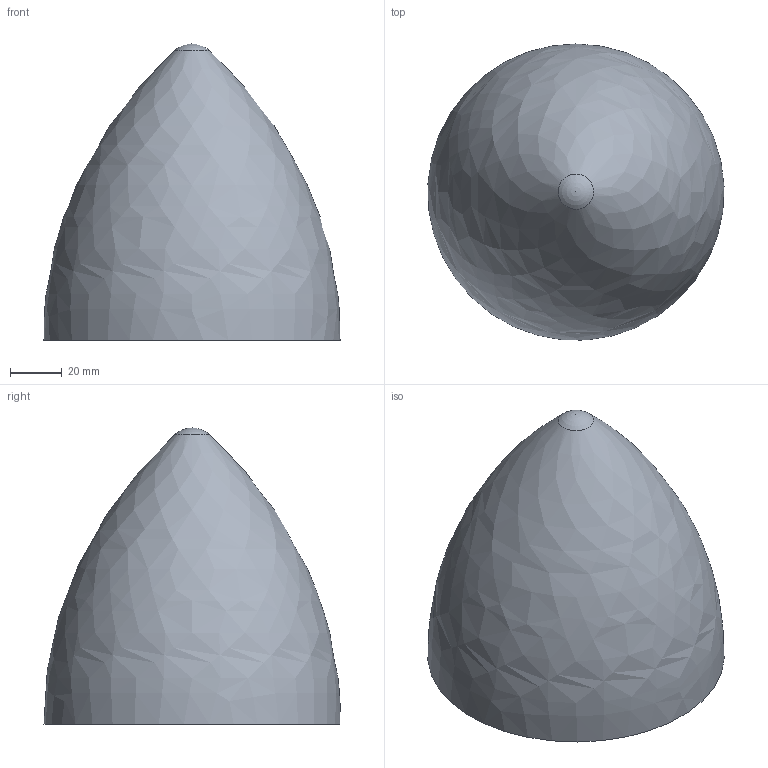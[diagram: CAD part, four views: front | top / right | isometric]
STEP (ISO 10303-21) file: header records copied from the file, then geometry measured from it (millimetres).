
FILE_DESCRIPTION(/* description */ ('STEP AP214'),/* implementation_level */ '2;1');
FILE_NAME(/* name */ '646c6e4e0257f418ec72d19d',/* time_stamp */ '2023-05-23T07:42:07Z',/* author */ (''),/* organization */ (''),/* preprocessor_version */ 'ST-DEVELOPER v19.4',/* originating_system */ ' ',/* authorisation */ ' ');
FILE_SCHEMA (('AUTOMOTIVE_DESIGN {1 0 10303 214 3 1 1}'));
Length unit declared in the file: metre
Products named in the file (1): WNosecone
Bounding box: 114.14 x 114.14 x 114.13 mm (x, y, z)
Volume: 681669.4 mm3; surface area: 42009.2 mm2
Topology: 1 solids, 1 shells, 3 faces, 7 edges, 5 vertices
Faces by surface type: sphere 1, plane 1, bspline 1
Entity records: 296 total; most frequent: CARTESIAN_POINT 219, ORIENTED_EDGE 8, DIRECTION 6, EDGE_CURVE 4, VERTEX_POINT 4, B_SPLINE_CURVE_WITH_KNOTS 4, EDGE_LOOP 4, FACE_BOUND 4
